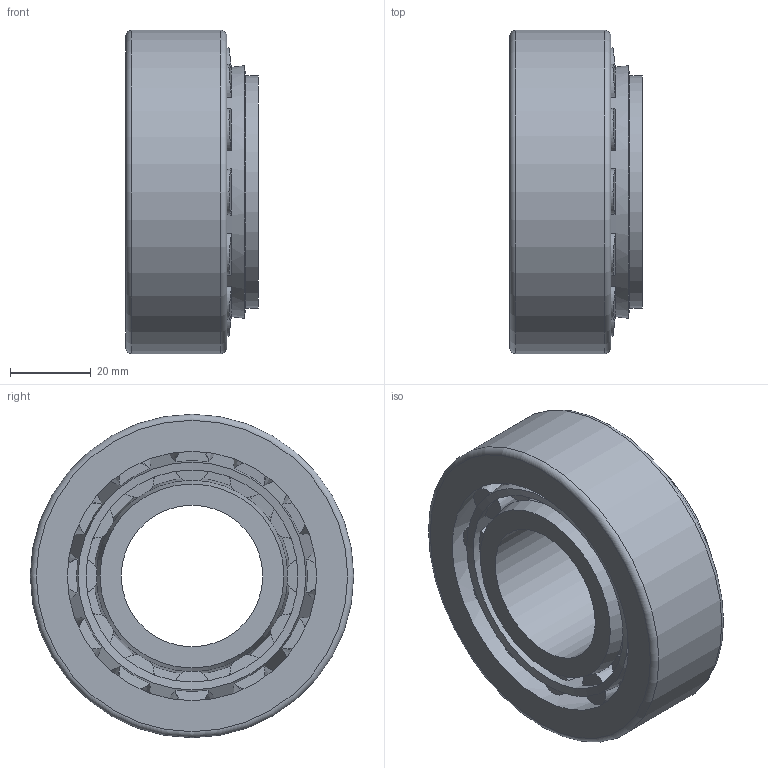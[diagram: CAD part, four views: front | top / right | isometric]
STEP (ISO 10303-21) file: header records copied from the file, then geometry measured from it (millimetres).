
FILE_DESCRIPTION(/* description */ ('STEP AP214'),/* implementation_level */ '2;1');
FILE_NAME(/* name */ '4T-32307',/* time_stamp */ '2024-09-10T12:10:54+02:00',/* author */ ('License CC BY-ND 4.0'),/* organization */ ('CADENAS'),/* preprocessor_version */ 'ST-DEVELOPER v19.3',/* originating_system */ 'PARTsolutions',/* authorisation */ ' ');
FILE_SCHEMA (('AUTOMOTIVE_DESIGN {1 0 10303 214 3 1 1}'));
Length unit declared in the file: millimetre
Products named in the file (4): 4T-32307; 4T-32307Inner  ring; 4T-32307 Outer ring; 4T-32307 Ball Cage
Assembly tree (3 placements, depth 2):
  4T-32307
    4T-32307Inner  ring
    4T-32307 Outer ring
    4T-32307 Ball Cage
Bounding box: 32.75 x 80 x 80 mm (x, y, z)
Volume: 92790.6 mm3; surface area: 39541.7 mm2
Topology: 3 solids, 3 shells, 92 faces, 186 edges, 120 vertices
Faces by surface type: plane 52, cone 34, cylinder 3, torus 3
Full cylindrical faces by diameter (mm): 35 x1, 57.5 x1, 80 x1
Entity records: 2485 total; most frequent: CARTESIAN_POINT 520, DIRECTION 424, ORIENTED_EDGE 328, AXIS2_PLACEMENT_3D 212, EDGE_CURVE 164, EDGE_LOOP 136, FACE_BOUND 136, VERTEX_POINT 116
